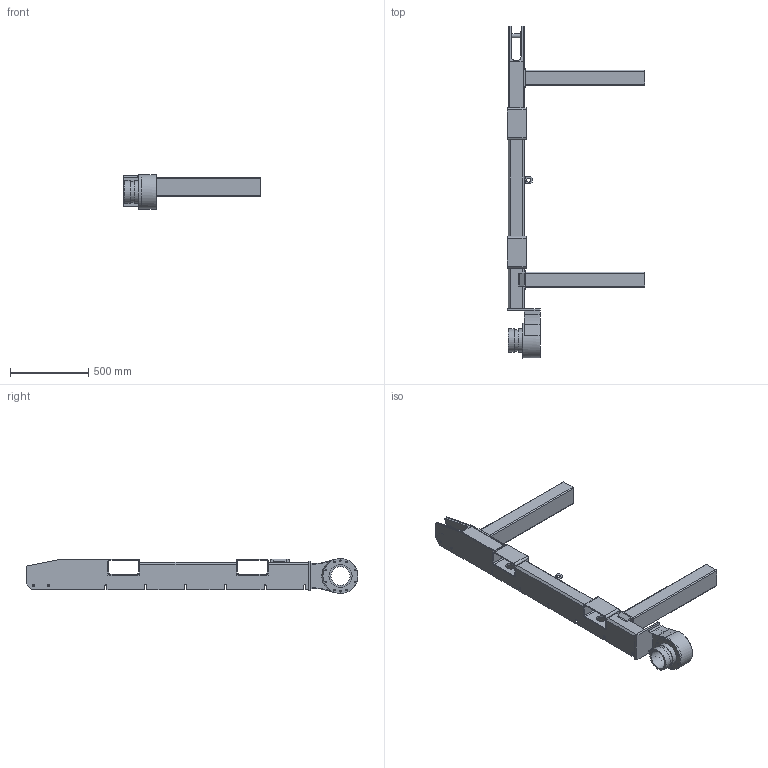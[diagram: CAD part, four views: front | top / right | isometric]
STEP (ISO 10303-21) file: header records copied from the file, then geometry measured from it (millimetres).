
FILE_DESCRIPTION( ( '' ), ' ' );
FILE_NAME( '5daacc9209f642157799db6b.step', '2019-10-19T08:42:58', ( '' ), ( '' ), ' ', ' ', ' ' );
FILE_SCHEMA( ( 'AUTOMOTIVE_DESIGN { 1 0 10303 214 1 1 1 1 }' ) );
Length unit declared in the file: metre
Products named in the file (1): Part 17
Bounding box: 877.63 x 2120.36 x 223.52 mm (x, y, z)
Volume: 14248083.4 mm3; surface area: 3406012.7 mm2
Topology: 1 solids, 5 shells, 325 faces, 918 edges, 605 vertices
Faces by surface type: plane 223, cylinder 97, cone 5
Full cylindrical faces by diameter (mm): 8.89 x14, 25.4 x5, 63.5 x2, 121.92 x1, 134.62 x1, 147.32 x2, 177.8 x1, 215.9 x1, 223.52 x1
Entity records: 12924 total; most frequent: CARTESIAN_POINT 1811, ORIENTED_EDGE 1748, DIRECTION 1726, EDGE_CURVE 874, LINE 670, VECTOR 670, VERTEX_POINT 593, AXIS2_PLACEMENT_3D 528
